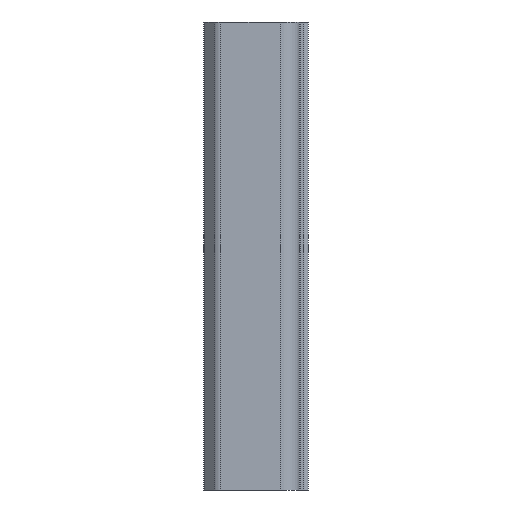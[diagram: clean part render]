
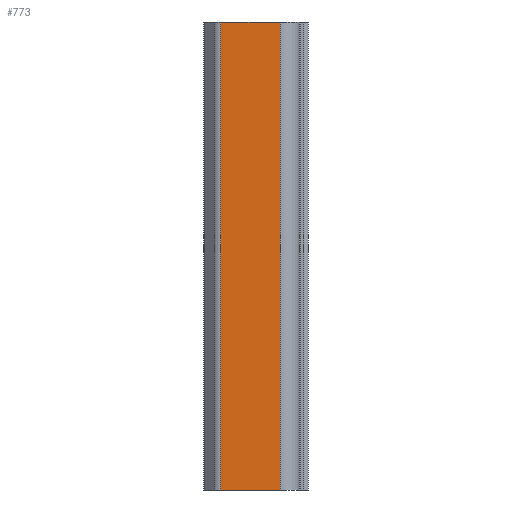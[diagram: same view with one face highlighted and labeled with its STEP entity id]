
A CAD part, left-side view. The second image highlights one B-rep face of the part: STEP entity #773.
In plain terms, the highlighted planar face has unit normal (-1, 0, 0).
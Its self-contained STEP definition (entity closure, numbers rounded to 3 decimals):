
#73=FACE_OUTER_BOUND('',#113,.T.);
#113=EDGE_LOOP('',(#669,#670,#671,#672));
#176=LINE('',#1179,#246);
#226=LINE('',#1322,#296);
#227=LINE('',#1325,#297);
#228=LINE('',#1326,#298);
#246=VECTOR('',#924,12.736);
#296=VECTOR('',#1088,100.);
#297=VECTOR('',#1091,12.736);
#298=VECTOR('',#1092,100.);
#337=VERTEX_POINT('',#1176);
#338=VERTEX_POINT('',#1178);
#374=VERTEX_POINT('',#1320);
#375=VERTEX_POINT('',#1324);
#413=EDGE_CURVE('',#337,#338,#176,.T.);
#485=EDGE_CURVE('',#337,#374,#226,.T.);
#486=EDGE_CURVE('',#375,#374,#227,.T.);
#487=EDGE_CURVE('',#338,#375,#228,.T.);
#669=ORIENTED_EDGE('',*,*,#485,.T.);
#670=ORIENTED_EDGE('',*,*,#486,.F.);
#671=ORIENTED_EDGE('',*,*,#487,.F.);
#672=ORIENTED_EDGE('',*,*,#413,.F.);
#734=PLANE('',#858);
#773=ADVANCED_FACE('',(#73),#734,.T.);
#858=AXIS2_PLACEMENT_3D('',#1323,#1089,#1090);
#924=DIRECTION('',(0.,1.,0.));
#1088=DIRECTION('',(0.,0.,1.));
#1089=DIRECTION('center_axis',(-1.,0.,0.));
#1090=DIRECTION('ref_axis',(0.,-1.,0.));
#1091=DIRECTION('',(0.,-1.,0.));
#1092=DIRECTION('',(0.,0.,1.));
#1176=CARTESIAN_POINT('',(-16.5,-14.,-50.));
#1178=CARTESIAN_POINT('',(-16.5,-1.264,-50.));
#1179=CARTESIAN_POINT('',(-16.5,-1.264,-50.));
#1320=CARTESIAN_POINT('',(-16.5,-14.,50.));
#1322=CARTESIAN_POINT('',(-16.5,-14.,0.));
#1323=CARTESIAN_POINT('Origin',(-16.5,-1.264,0.));
#1324=CARTESIAN_POINT('',(-16.5,-1.264,50.));
#1325=CARTESIAN_POINT('',(-16.5,-1.264,50.));
#1326=CARTESIAN_POINT('',(-16.5,-1.264,0.));
